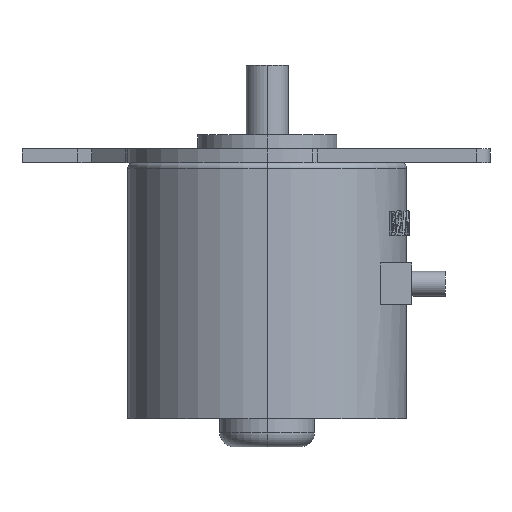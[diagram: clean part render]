
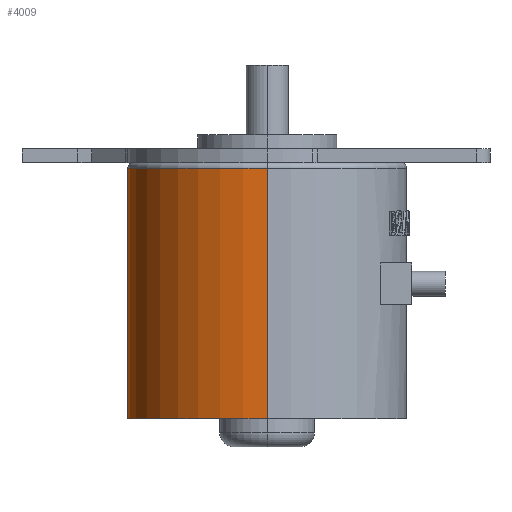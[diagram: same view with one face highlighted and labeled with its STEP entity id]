
A CAD part, left-side view. The second image highlights one B-rep face of the part: STEP entity #4009.
In plain terms, the highlighted cylindrical face has radius 5 mm (diameter 10 mm), a partial arc.
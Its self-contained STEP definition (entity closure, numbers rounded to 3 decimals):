
#324 = VERTEX_POINT ( 'NONE', #3500 ) ;
#708 = CARTESIAN_POINT ( 'NONE',  ( 0., 0., 10. ) ) ;
#732 = CARTESIAN_POINT ( 'NONE',  ( -5., 0., 1. ) ) ;
#915 = EDGE_CURVE ( 'NONE', #324, #2317, #1150, .T. ) ;
#1043 = DIRECTION ( 'NONE',  ( 0., 0., -1. ) ) ;
#1150 = LINE ( 'NONE', #4021, #1598 ) ;
#1284 = AXIS2_PLACEMENT_3D ( 'NONE', #3780, #1043, #3814 ) ;
#1598 = VECTOR ( 'NONE', #4716, 1000. ) ;
#2140 = DIRECTION ( 'NONE',  ( -1., 0., 0. ) ) ;
#2317 = VERTEX_POINT ( 'NONE', #732 ) ;
#2497 = CIRCLE ( 'NONE', #5456, 5. ) ;
#2748 = VERTEX_POINT ( 'NONE', #4680 ) ;
#2832 = CARTESIAN_POINT ( 'NONE',  ( 5., 0., 1. ) ) ;
#3121 = EDGE_LOOP ( 'NONE', ( #3421, #7223, #7133, #6593 ) ) ;
#3421 = ORIENTED_EDGE ( 'NONE', *, *, #8017, .T. ) ;
#3500 = CARTESIAN_POINT ( 'NONE',  ( -5., 0., 10. ) ) ;
#3780 = CARTESIAN_POINT ( 'NONE',  ( 0., 0., 1. ) ) ;
#3813 = DIRECTION ( 'NONE',  ( 0., 0., -1. ) ) ;
#3814 = DIRECTION ( 'NONE',  ( -1., 0., 0. ) ) ;
#4009 = ADVANCED_FACE ( 'NONE', ( #8077 ), #6196, .T. ) ;
#4021 = CARTESIAN_POINT ( 'NONE',  ( -5., 0., 0. ) ) ;
#4294 = CIRCLE ( 'NONE', #1284, 5. ) ;
#4611 = VECTOR ( 'NONE', #8256, 1000. ) ;
#4643 = CARTESIAN_POINT ( 'NONE',  ( 0., 0., 0. ) ) ;
#4680 = CARTESIAN_POINT ( 'NONE',  ( 5., 0., 10. ) ) ;
#4716 = DIRECTION ( 'NONE',  ( 0., 0., -1. ) ) ;
#4937 = EDGE_CURVE ( 'NONE', #2748, #6222, #5717, .T. ) ;
#5348 = DIRECTION ( 'NONE',  ( -1., 0., 0. ) ) ;
#5456 = AXIS2_PLACEMENT_3D ( 'NONE', #708, #6342, #2140 ) ;
#5717 = LINE ( 'NONE', #8195, #4611 ) ;
#6196 = CYLINDRICAL_SURFACE ( 'NONE', #6452, 5. ) ;
#6222 = VERTEX_POINT ( 'NONE', #2832 ) ;
#6342 = DIRECTION ( 'NONE',  ( 0., 0., -1. ) ) ;
#6452 = AXIS2_PLACEMENT_3D ( 'NONE', #4643, #3813, #5348 ) ;
#6593 = ORIENTED_EDGE ( 'NONE', *, *, #915, .F. ) ;
#7133 = ORIENTED_EDGE ( 'NONE', *, *, #7549, .F. ) ;
#7223 = ORIENTED_EDGE ( 'NONE', *, *, #4937, .T. ) ;
#7549 = EDGE_CURVE ( 'NONE', #2317, #6222, #4294, .T. ) ;
#8017 = EDGE_CURVE ( 'NONE', #324, #2748, #2497, .T. ) ;
#8077 = FACE_OUTER_BOUND ( 'NONE', #3121, .T. ) ;
#8195 = CARTESIAN_POINT ( 'NONE',  ( 5., 0., 0. ) ) ;
#8256 = DIRECTION ( 'NONE',  ( 0., 0., -1. ) ) ;
